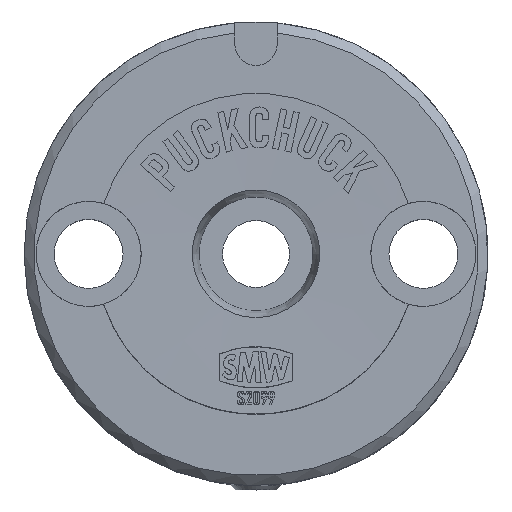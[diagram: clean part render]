
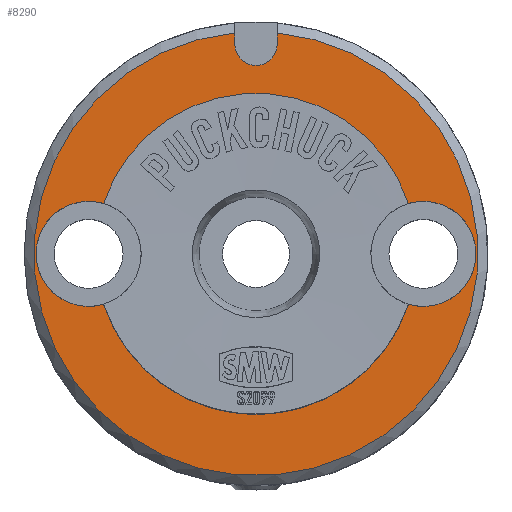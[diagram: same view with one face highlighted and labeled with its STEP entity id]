
A CAD part, top view. The second image highlights one B-rep face of the part: STEP entity #8290.
In plain terms, the highlighted planar face has unit normal (0, 0, 1).
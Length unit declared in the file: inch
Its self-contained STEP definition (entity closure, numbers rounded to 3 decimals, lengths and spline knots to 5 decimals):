
#558=FACE_BOUND('',#1641,.T.);
#694=PLANE('',#8540);
#1167=FACE_OUTER_BOUND('',#1640,.T.);
#1640=EDGE_LOOP('',(#7747,#7748,#7749,#7750));
#1641=EDGE_LOOP('',(#7751,#7752,#7753,#7754,#7755));
#1683=CIRCLE('',#8520,0.3925);
#1685=CIRCLE('',#8523,1.1987);
#1686=CIRCLE('',#8525,1.1987);
#1687=CIRCLE('',#8527,0.3925);
#1689=CIRCLE('',#8529,0.3925);
#1692=CIRCLE('',#8537,0.1578);
#1694=CIRCLE('',#8541,1.65715);
#2121=LINE('',#23448,#2550);
#2123=LINE('',#23477,#2552);
#2550=VECTOR('',#9398,0.3937);
#2552=VECTOR('',#9406,0.3937);
#3939=VERTEX_POINT('',#23400);
#3940=VERTEX_POINT('',#23402);
#3942=VERTEX_POINT('',#23409);
#3943=VERTEX_POINT('',#23413);
#3944=VERTEX_POINT('',#23417);
#3949=VERTEX_POINT('',#23445);
#3950=VERTEX_POINT('',#23447);
#3953=VERTEX_POINT('',#23472);
#3954=VERTEX_POINT('',#23476);
#5199=EDGE_CURVE('',#3940,#3939,#1683,.T.);
#5203=EDGE_CURVE('',#3942,#3940,#1685,.T.);
#5206=EDGE_CURVE('',#3939,#3943,#1686,.T.);
#5207=EDGE_CURVE('',#3944,#3942,#1687,.T.);
#5210=EDGE_CURVE('',#3943,#3944,#1689,.T.);
#5216=EDGE_CURVE('',#3950,#3949,#2121,.T.);
#5222=EDGE_CURVE('',#3954,#3953,#2123,.T.);
#5225=EDGE_CURVE('',#3949,#3954,#1692,.T.);
#5227=EDGE_CURVE('',#3950,#3953,#1694,.T.);
#7747=ORIENTED_EDGE('',*,*,#5216,.T.);
#7748=ORIENTED_EDGE('',*,*,#5225,.T.);
#7749=ORIENTED_EDGE('',*,*,#5222,.T.);
#7750=ORIENTED_EDGE('',*,*,#5227,.F.);
#7751=ORIENTED_EDGE('',*,*,#5206,.T.);
#7752=ORIENTED_EDGE('',*,*,#5210,.T.);
#7753=ORIENTED_EDGE('',*,*,#5207,.T.);
#7754=ORIENTED_EDGE('',*,*,#5203,.T.);
#7755=ORIENTED_EDGE('',*,*,#5199,.T.);
#8290=ADVANCED_FACE('',(#1167,#558),#694,.T.);
#8520=AXIS2_PLACEMENT_3D('',#23403,#9364,#9365);
#8523=AXIS2_PLACEMENT_3D('',#23410,#9372,#9373);
#8525=AXIS2_PLACEMENT_3D('',#23415,#9378,#9379);
#8527=AXIS2_PLACEMENT_3D('',#23418,#9382,#9383);
#8529=AXIS2_PLACEMENT_3D('',#23422,#9387,#9388);
#8537=AXIS2_PLACEMENT_3D('',#23482,#9411,#9412);
#8540=AXIS2_PLACEMENT_3D('',#23485,#9417,#9418);
#8541=AXIS2_PLACEMENT_3D('',#23486,#9419,#9420);
#9364=DIRECTION('center_axis',(0.,0.,-1.));
#9365=DIRECTION('ref_axis',(1.,0.,0.));
#9372=DIRECTION('center_axis',(0.,0.,-1.));
#9373=DIRECTION('ref_axis',(-1.,0.,0.));
#9378=DIRECTION('center_axis',(0.,0.,-1.));
#9379=DIRECTION('ref_axis',(-1.,0.,0.));
#9382=DIRECTION('center_axis',(0.,0.,-1.));
#9383=DIRECTION('ref_axis',(1.,0.,0.));
#9387=DIRECTION('center_axis',(0.,0.,-1.));
#9388=DIRECTION('ref_axis',(1.,0.,0.));
#9398=DIRECTION('',(0.,-1.,0.));
#9406=DIRECTION('',(0.,1.,0.));
#9411=DIRECTION('center_axis',(0.,0.,-1.));
#9412=DIRECTION('ref_axis',(-1.,0.,0.));
#9417=DIRECTION('center_axis',(0.,0.,1.));
#9418=DIRECTION('ref_axis',(1.,0.,0.));
#9419=DIRECTION('center_axis',(0.,0.,-1.));
#9420=DIRECTION('ref_axis',(1.,0.,0.));
#23400=CARTESIAN_POINT('',(1.13813,-0.37622,1.025));
#23402=CARTESIAN_POINT('',(1.13813,0.37622,1.025));
#23403=CARTESIAN_POINT('Origin',(1.25,0.,1.025));
#23409=CARTESIAN_POINT('',(-1.13813,0.37622,1.025));
#23410=CARTESIAN_POINT('Origin',(0.,0.,1.025));
#23413=CARTESIAN_POINT('',(-1.13813,-0.37622,1.025));
#23415=CARTESIAN_POINT('Origin',(0.,0.,1.025));
#23417=CARTESIAN_POINT('',(-1.6425,0.,1.025));
#23418=CARTESIAN_POINT('Origin',(-1.25,0.,1.025));
#23422=CARTESIAN_POINT('Origin',(-1.25,0.,1.025));
#23445=CARTESIAN_POINT('',(0.1578,1.5648,1.025));
#23447=CARTESIAN_POINT('',(0.1578,1.64962,1.025));
#23448=CARTESIAN_POINT('',(0.1578,1.0324,1.025));
#23472=CARTESIAN_POINT('',(-0.1578,1.64962,1.025));
#23476=CARTESIAN_POINT('',(-0.1578,1.5648,1.025));
#23477=CARTESIAN_POINT('',(-0.1578,0.7824,1.025));
#23482=CARTESIAN_POINT('Origin',(0.,1.5648,1.025));
#23485=CARTESIAN_POINT('Origin',(0.,0.,1.025));
#23486=CARTESIAN_POINT('Origin',(0.,0.,1.025));
